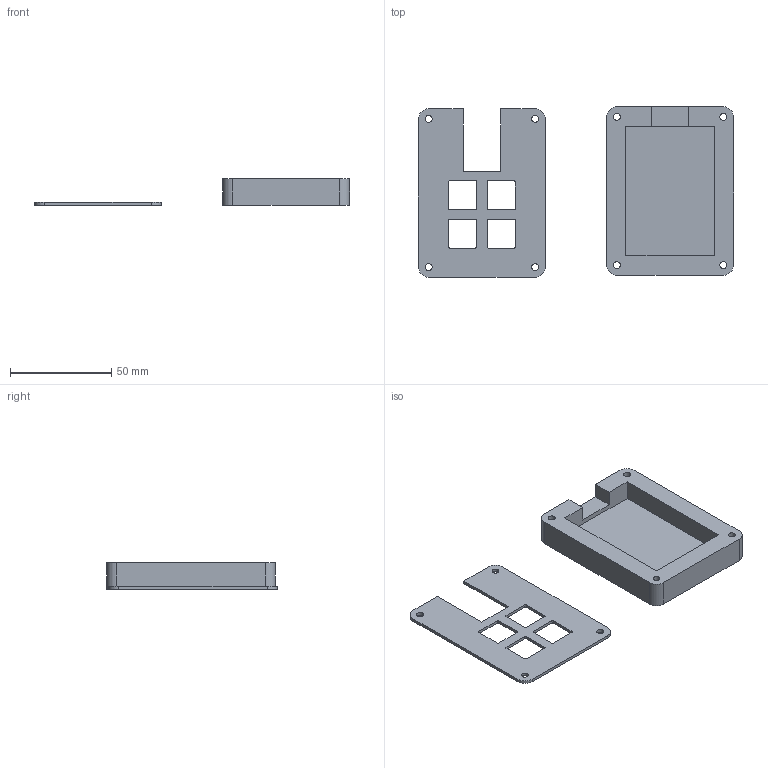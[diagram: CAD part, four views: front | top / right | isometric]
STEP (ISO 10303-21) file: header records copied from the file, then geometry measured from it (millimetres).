
FILE_DESCRIPTION(/* description */ (''),/* implementation_level */ '2;1');
FILE_NAME(/* name */ 'keyboard v3.step',/* time_stamp */ '2025-06-15T15:48:21-04:00',/* author */ (''),/* organization */ (''),/* preprocessor_version */ 'ST-DEVELOPER v20.1',/* originating_system */ 'Autodesk Translation Framework v14.10.0.0',/* authorisation */ '');
FILE_SCHEMA (('AUTOMOTIVE_DESIGN { 1 0 10303 214 3 1 1 }'));
Length unit declared in the file: millimetre
Products named in the file (3): keyboard; keyboard_1; keyboard top
Assembly tree (2 placements, depth 2):
  keyboard
    keyboard_1
    keyboard top
Bounding box: 155.2 x 83.96 x 13 mm (x, y, z)
Volume: 42949.2 mm3; surface area: 25073.3 mm2
Topology: 2 solids, 2 shells, 468 faces, 1305 edges, 870 vertices
Faces by surface type: bspline 288, plane 144, cylinder 36
Full cylindrical faces by diameter (mm): 3.4 x8, 6 x4
Entity records: 17774 total; most frequent: CARTESIAN_POINT 7544, ORIENTED_EDGE 2610, EDGE_CURVE 1305, DIRECTION 1171, VERTEX_POINT 870, LINE 657, VECTOR 657, B_SPLINE_CURVE_WITH_KNOTS 576
